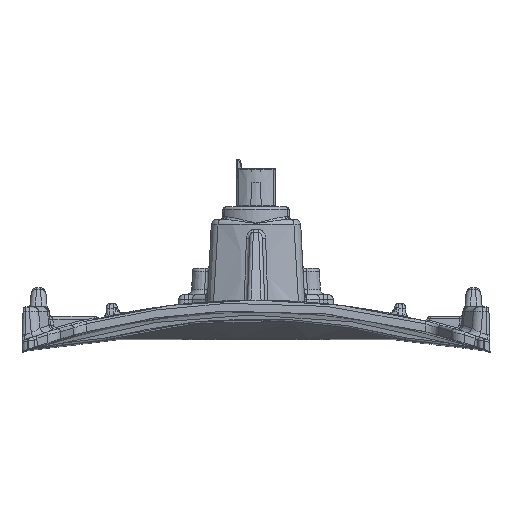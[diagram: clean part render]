
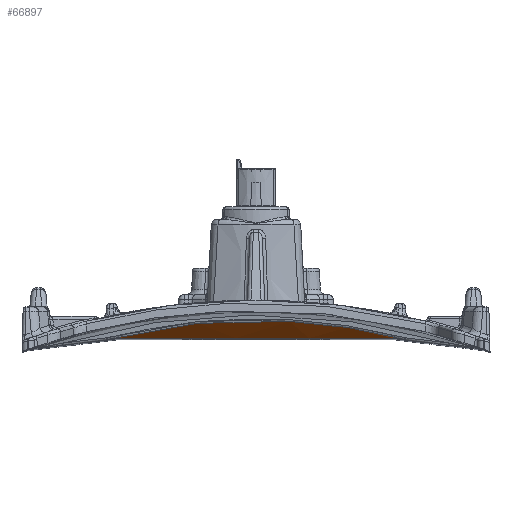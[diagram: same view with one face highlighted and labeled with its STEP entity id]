
A CAD part, top view. The second image highlights one B-rep face of the part: STEP entity #66897.
In plain terms, the highlighted conical face has half-angle 35 degrees and reference radius 241.278 mm.
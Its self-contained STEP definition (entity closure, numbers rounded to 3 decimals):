
#11105=CARTESIAN_POINT('',(-49.588,-13.802,
90.742));
#11106=CARTESIAN_POINT('',(-49.636,-13.802,
90.756));
#11107=CARTESIAN_POINT('',(-49.733,-13.803,
90.783));
#11108=CARTESIAN_POINT('',(-49.881,-13.81,
90.817));
#11109=CARTESIAN_POINT('',(-50.034,-13.821,
90.846));
#11110=CARTESIAN_POINT('',(-50.141,-13.832,
90.862));
#11111=CARTESIAN_POINT('',(-50.196,-13.839,
90.869));
#11116=CARTESIAN_POINT('',(-50.196,-13.839,
90.869));
#11117=CARTESIAN_POINT('',(-50.62,-13.891,
90.921));
#11118=CARTESIAN_POINT('',(-51.468,-13.995,
91.029));
#11119=CARTESIAN_POINT('',(-52.738,-14.15,
91.2));
#11120=CARTESIAN_POINT('',(-53.583,-14.254,
91.32));
#11121=CARTESIAN_POINT('',(-54.006,-14.306,
91.382));
#11126=CARTESIAN_POINT('',(-54.006,-14.306,
91.382));
#11127=CARTESIAN_POINT('',(-52.572,-13.933,
91.448));
#11128=CARTESIAN_POINT('',(-49.713,-13.22,
91.574));
#11129=CARTESIAN_POINT('',(-45.484,-12.257,
91.744));
#11130=CARTESIAN_POINT('',(-41.214,-11.375,
91.9));
#11131=CARTESIAN_POINT('',(-36.934,-10.581,
92.041));
#11132=CARTESIAN_POINT('',(-32.638,-9.874,
92.166));
#11133=CARTESIAN_POINT('',(-28.329,-9.255,
92.275));
#11134=CARTESIAN_POINT('',(-24.009,-8.723,
92.369));
#11135=CARTESIAN_POINT('',(-19.679,-8.279,
92.448));
#11136=CARTESIAN_POINT('',(-15.341,-7.924,
92.51));
#11137=CARTESIAN_POINT('',(-10.997,-7.656,
92.558));
#11138=CARTESIAN_POINT('',(-6.649,-7.477,
92.589));
#11139=CARTESIAN_POINT('',(-2.298,-7.386,
92.606));
#11140=CARTESIAN_POINT('',(2.054,-7.383,
92.606));
#11141=CARTESIAN_POINT('',(6.405,-7.469,
92.591));
#11142=CARTESIAN_POINT('',(10.754,-7.644,
92.56));
#11143=CARTESIAN_POINT('',(15.098,-7.906,
92.514));
#11144=CARTESIAN_POINT('',(19.437,-8.257,
92.451));
#11145=CARTESIAN_POINT('',(23.768,-8.696,
92.374));
#11146=CARTESIAN_POINT('',(28.09,-9.223,
92.281));
#11147=CARTESIAN_POINT('',(32.398,-9.837,
92.172));
#11148=CARTESIAN_POINT('',(36.702,-10.541,
92.048));
#11149=CARTESIAN_POINT('',(40.967,-11.326,
91.909));
#11150=CARTESIAN_POINT('',(45.292,-12.214,
91.752));
#11151=CARTESIAN_POINT('',(49.653,-13.205,
91.576));
#11152=CARTESIAN_POINT('',(52.555,-13.928,
91.449));
#11153=CARTESIAN_POINT('',(54.006,-14.306,
91.382));
#11158=CARTESIAN_POINT('',(54.006,-14.306,
91.382));
#11159=CARTESIAN_POINT('',(53.584,-14.254,
91.32));
#11160=CARTESIAN_POINT('',(52.738,-14.151,
91.2));
#11161=CARTESIAN_POINT('',(51.468,-13.995,
91.029));
#11162=CARTESIAN_POINT('',(50.62,-13.891,
90.921));
#11163=CARTESIAN_POINT('',(50.196,-13.839,
90.869));
#11168=CARTESIAN_POINT('',(50.196,-13.839,
90.869));
#11169=CARTESIAN_POINT('',(50.148,-13.833,
90.863));
#11170=CARTESIAN_POINT('',(50.051,-13.823,
90.849));
#11171=CARTESIAN_POINT('',(49.907,-13.811,
90.822));
#11172=CARTESIAN_POINT('',(49.755,-13.804,
90.789));
#11173=CARTESIAN_POINT('',(49.645,-13.802,
90.759));
#11174=CARTESIAN_POINT('',(49.588,-13.802,
90.742));
#11179=CARTESIAN_POINT('',(49.588,-13.802,
90.742));
#11180=CARTESIAN_POINT('',(48.388,-13.803,
90.392));
#11181=CARTESIAN_POINT('',(46.012,-13.804,
89.722));
#11182=CARTESIAN_POINT('',(42.554,-13.806,
88.816));
#11183=CARTESIAN_POINT('',(39.091,-13.808,
87.978));
#11184=CARTESIAN_POINT('',(35.652,-13.81,
87.214));
#11185=CARTESIAN_POINT('',(32.23,-13.812,
86.522));
#11186=CARTESIAN_POINT('',(28.824,-13.813,
85.901));
#11187=CARTESIAN_POINT('',(25.431,-13.815,
85.351));
#11188=CARTESIAN_POINT('',(22.049,-13.816,
84.87));
#11189=CARTESIAN_POINT('',(18.676,-13.817,
84.458));
#11190=CARTESIAN_POINT('',(15.312,-13.817,
84.115));
#11191=CARTESIAN_POINT('',(11.953,-13.818,
83.839));
#11192=CARTESIAN_POINT('',(8.6,-13.819,
83.632));
#11193=CARTESIAN_POINT('',(5.25,-13.819,
83.493));
#11194=CARTESIAN_POINT('',(1.9,-13.819,
83.421));
#11195=CARTESIAN_POINT('',(-1.45,-13.819,83.416));
#11196=CARTESIAN_POINT('',(-4.802,-13.819,
83.479));
#11197=CARTESIAN_POINT('',(-8.158,-13.819,
83.61));
#11198=CARTESIAN_POINT('',(-11.521,-13.818,
83.809));
#11199=CARTESIAN_POINT('',(-14.89,-13.818,
84.076));
#11200=CARTESIAN_POINT('',(-18.269,-13.817,
84.413));
#11201=CARTESIAN_POINT('',(-21.659,-13.816,
84.818));
#11202=CARTESIAN_POINT('',(-25.06,-13.815,
85.294));
#11203=CARTESIAN_POINT('',(-28.477,-13.813,
85.841));
#11204=CARTESIAN_POINT('',(-31.908,-13.812,
86.46));
#11205=CARTESIAN_POINT('',(-35.365,-13.81,
87.153));
#11206=CARTESIAN_POINT('',(-38.823,-13.808,
87.916));
#11207=CARTESIAN_POINT('',(-42.358,-13.807,
88.766));
#11208=CARTESIAN_POINT('',(-45.954,-13.804,
89.706));
#11209=CARTESIAN_POINT('',(-48.372,-13.803,
90.387));
#11210=CARTESIAN_POINT('',(-49.588,-13.802,
90.742));
#43539=VERTEX_POINT('',#11105);
#43540=VERTEX_POINT('',#11111);
#43542=VERTEX_POINT('',#11121);
#43545=VERTEX_POINT('',#11158);
#43546=VERTEX_POINT('',#11163);
#43548=VERTEX_POINT('',#11174);
#66881=CARTESIAN_POINT('',(0.,-251.882,
88.012));
#66882=DIRECTION('',(0.,0.,1.));
#66883=DIRECTION('',(-0.335,-0.942,0.));
#66884=AXIS2_PLACEMENT_3D('',#66881,#66882,#66883);
#66885=CONICAL_SURFACE('',#66884,241.277,35.);
#66886=ORIENTED_EDGE('',*,*,#66302,.T.);
#66888=ORIENTED_EDGE('',*,*,#66887,.T.);
#66890=ORIENTED_EDGE('',*,*,#66889,.T.);
#66892=ORIENTED_EDGE('',*,*,#66891,.T.);
#66893=ORIENTED_EDGE('',*,*,#66862,.T.);
#66894=ORIENTED_EDGE('',*,*,#66242,.T.);
#66895=EDGE_LOOP('',(#66886,#66888,#66890,#66892,#66893,#66894));
#66896=FACE_OUTER_BOUND('',#66895,.F.);
#66897=ADVANCED_FACE('',(#66896),#66885,.F.);
#11112=B_SPLINE_CURVE_WITH_KNOTS('',3,(#11105,#11106,#11107,#11108,#11109,
#11110,#11111),.UNSPECIFIED.,.F.,.F.,(4,1,1,1,4),(0.,0.25,0.5,0.75,
1.),.UNSPECIFIED.);
#11122=B_SPLINE_CURVE_WITH_KNOTS('',3,(#11116,#11117,#11118,#11119,#11120,
#11121),.UNSPECIFIED.,.F.,.F.,(4,1,1,4),(0.,0.333,
0.667,1.),.UNSPECIFIED.);
#11154=B_SPLINE_CURVE_WITH_KNOTS('',3,(#11126,#11127,#11128,#11129,#11130,
#11131,#11132,#11133,#11134,#11135,#11136,#11137,#11138,#11139,#11140,#11141,
#11142,#11143,#11144,#11145,#11146,#11147,#11148,#11149,#11150,#11151,#11152,
#11153),.UNSPECIFIED.,.F.,.F.,(4,1,1,1,1,1,1,1,1,1,1,1,1,1,1,1,1,1,1,1,1,1,1,1,
1,4),(0.,0.04,0.08,0.12,0.16,0.2,0.24,0.28,0.32,0.36,0.4,
0.44,0.48,0.52,0.56,0.6,0.64,0.68,0.72,0.76,0.8,0.84,
0.88,0.92,0.96,1.),.UNSPECIFIED.);
#11164=B_SPLINE_CURVE_WITH_KNOTS('',3,(#11158,#11159,#11160,#11161,#11162,
#11163),.UNSPECIFIED.,.F.,.F.,(4,1,1,4),(0.,0.333,
0.667,1.),.UNSPECIFIED.);
#11175=B_SPLINE_CURVE_WITH_KNOTS('',3,(#11168,#11169,#11170,#11171,#11172,
#11173,#11174),.UNSPECIFIED.,.F.,.F.,(4,1,1,1,4),(0.,0.25,0.5,0.75,
1.),.UNSPECIFIED.);
#11211=B_SPLINE_CURVE_WITH_KNOTS('',3,(#11179,#11180,#11181,#11182,#11183,
#11184,#11185,#11186,#11187,#11188,#11189,#11190,#11191,#11192,#11193,#11194,
#11195,#11196,#11197,#11198,#11199,#11200,#11201,#11202,#11203,#11204,#11205,
#11206,#11207,#11208,#11209,#11210),.UNSPECIFIED.,.F.,.F.,(4,1,1,1,1,1,1,1,1,1,
1,1,1,1,1,1,1,1,1,1,1,1,1,1,1,1,1,1,1,4),(0.,0.034,
0.069,0.103,0.138,0.172,
0.207,0.241,0.276,0.31,
0.345,0.379,0.414,0.448,
0.483,0.517,0.552,0.586,
0.621,0.655,0.69,0.724,
0.759,0.793,0.828,0.862,
0.897,0.931,0.966,1.),.UNSPECIFIED.);
#66242=EDGE_CURVE('',#43548,#43539,#11211,.T.);
#66302=EDGE_CURVE('',#43539,#43540,#11112,.T.);
#66862=EDGE_CURVE('',#43546,#43548,#11175,.T.);
#66887=EDGE_CURVE('',#43540,#43542,#11122,.T.);
#66889=EDGE_CURVE('',#43542,#43545,#11154,.T.);
#66891=EDGE_CURVE('',#43545,#43546,#11164,.T.);
